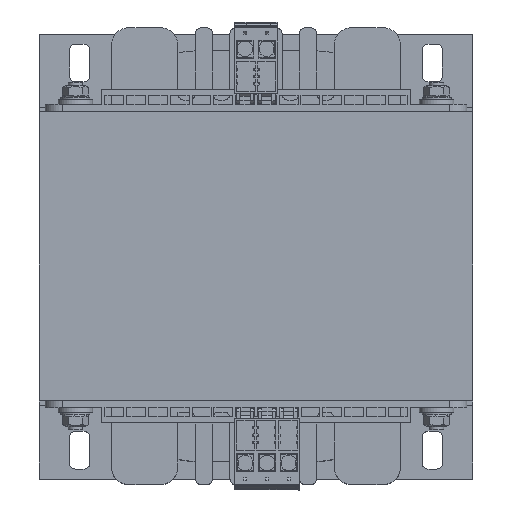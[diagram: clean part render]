
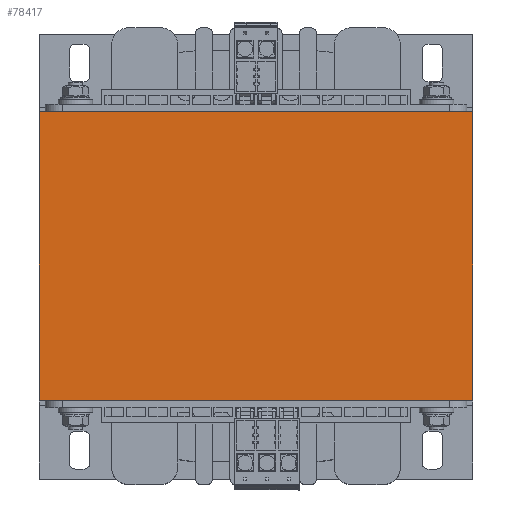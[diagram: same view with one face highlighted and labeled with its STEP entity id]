
A CAD part, top view. The second image highlights one B-rep face of the part: STEP entity #78417.
In plain terms, the highlighted planar face has unit normal (0, 0, 1).
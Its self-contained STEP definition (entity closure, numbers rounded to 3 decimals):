
#2613=FACE_OUTER_BOUND('',#6608,.T.);
#6608=EDGE_LOOP('',(#48905,#48906,#48907,#48908));
#10761=LINE('',#108117,#20531);
#10795=LINE('',#108201,#20565);
#10797=LINE('',#108205,#20567);
#10798=LINE('',#108206,#20568);
#20531=VECTOR('',#87913,1.);
#20565=VECTOR('',#87991,1.);
#20567=VECTOR('',#87995,1.);
#20568=VECTOR('',#87996,1.);
#30300=VERTEX_POINT('',#108113);
#30302=VERTEX_POINT('',#108116);
#30330=VERTEX_POINT('',#108200);
#30331=VERTEX_POINT('',#108204);
#37610=EDGE_CURVE('',#30302,#30300,#10761,.T.);
#37652=EDGE_CURVE('',#30330,#30302,#10795,.T.);
#37654=EDGE_CURVE('',#30331,#30300,#10797,.T.);
#37655=EDGE_CURVE('',#30331,#30330,#10798,.T.);
#48905=ORIENTED_EDGE('',*,*,#37654,.F.);
#48906=ORIENTED_EDGE('',*,*,#37655,.T.);
#48907=ORIENTED_EDGE('',*,*,#37652,.T.);
#48908=ORIENTED_EDGE('',*,*,#37610,.T.);
#71292=PLANE('',#82714);
#78417=ADVANCED_FACE('',(#2613),#71292,.T.);
#82714=AXIS2_PLACEMENT_3D('',#108203,#87993,#87994);
#87913=DIRECTION('',(1.,0.,0.));
#87991=DIRECTION('',(0.,-1.,0.));
#87993=DIRECTION('center_axis',(0.,0.,1.));
#87994=DIRECTION('ref_axis',(0.,-1.,0.));
#87995=DIRECTION('',(0.,-1.,0.));
#87996=DIRECTION('',(-1.,0.,0.));
#108113=CARTESIAN_POINT('',(765.285,-384.691,87.5));
#108116=CARTESIAN_POINT('',(615.285,-384.691,87.5));
#108117=CARTESIAN_POINT('',(765.285,-384.691,87.5));
#108200=CARTESIAN_POINT('',(615.285,-284.691,87.5));
#108201=CARTESIAN_POINT('',(615.285,-284.691,87.5));
#108203=CARTESIAN_POINT('Origin',(615.285,-284.691,87.5));
#108204=CARTESIAN_POINT('',(765.285,-284.691,87.5));
#108205=CARTESIAN_POINT('',(765.285,-284.691,87.5));
#108206=CARTESIAN_POINT('',(765.285,-284.691,87.5));
